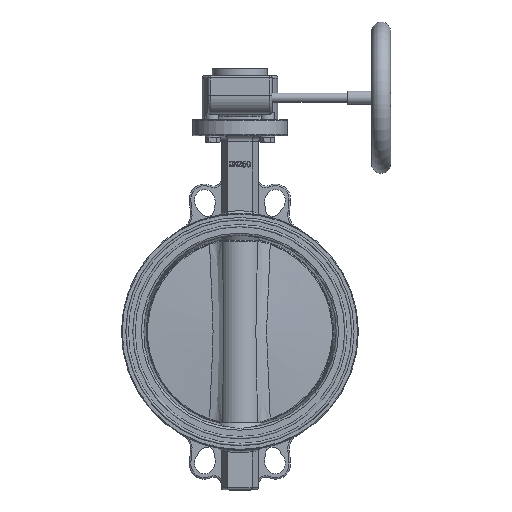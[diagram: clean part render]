
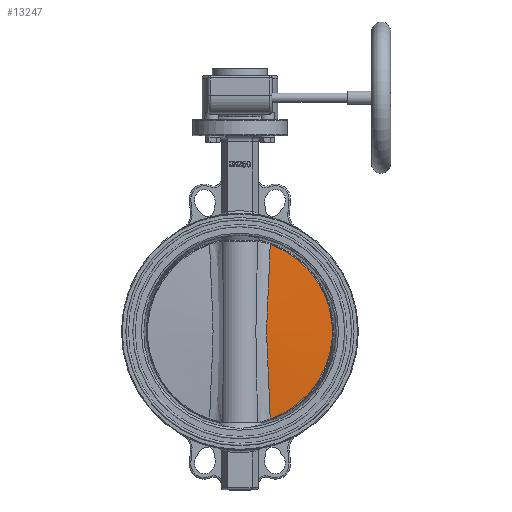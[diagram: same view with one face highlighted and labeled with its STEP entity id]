
A CAD part, top view. The second image highlights one B-rep face of the part: STEP entity #13247.
In plain terms, the highlighted conical face has half-angle 86.5 degrees and reference radius 123.225 mm.
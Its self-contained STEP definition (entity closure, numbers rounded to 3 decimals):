
#284=CONICAL_SURFACE('',#14710,123.225,1.51);
#996=CIRCLE('',#14711,122.066);
#1533=B_SPLINE_CURVE_WITH_KNOTS('',3,(#27846,#27847,#27848,#27849,#27850,
#27851,#27852,#27853,#27854,#27855,#27856),.UNSPECIFIED.,.F.,.F.,(4,1,1,
1,1,1,1,1,4),(0.001,0.03,0.059,
0.088,0.117,0.146,0.174,
0.203,0.232),.UNSPECIFIED.);
#4557=ORIENTED_EDGE('',*,*,#6997,.T.);
#4558=ORIENTED_EDGE('',*,*,#6998,.T.);
#6997=EDGE_CURVE('',#8446,#8447,#1533,.T.);
#6998=EDGE_CURVE('',#8447,#8446,#996,.F.);
#8446=VERTEX_POINT('',#27857);
#8447=VERTEX_POINT('',#27858);
#11095=EDGE_LOOP('',(#4557,#4558));
#12074=FACE_BOUND('',#11095,.T.);
#13247=ADVANCED_FACE('',(#12074),#284,.T.);
#14710=AXIS2_PLACEMENT_3D('',#27845,#17468,#17469);
#14711=AXIS2_PLACEMENT_3D('',#27859,#17470,#17471);
#17468=DIRECTION('',(0.,1.,0.));
#17469=DIRECTION('',(0.,0.,1.));
#17470=DIRECTION('',(0.,1.,0.));
#17471=DIRECTION('',(0.,0.,1.));
#27845=CARTESIAN_POINT('',(0.,-4.,0.));
#27846=CARTESIAN_POINT('',(39.99,-4.071,115.329));
#27847=CARTESIAN_POINT('',(39.63,-4.633,105.729));
#27848=CARTESIAN_POINT('',(38.87,-5.747,86.529));
#27849=CARTESIAN_POINT('',(37.623,-7.348,57.729));
#27850=CARTESIAN_POINT('',(36.253,-8.799,28.935));
#27851=CARTESIAN_POINT('',(35.134,-9.647,0.076));
#27852=CARTESIAN_POINT('',(36.247,-8.804,-28.826));
#27853=CARTESIAN_POINT('',(37.62,-7.352,-57.657));
#27854=CARTESIAN_POINT('',(38.869,-5.749,-86.494));
#27855=CARTESIAN_POINT('',(39.629,-4.634,-105.717));
#27856=CARTESIAN_POINT('',(39.99,-4.071,-115.329));
#27857=CARTESIAN_POINT('',(39.99,-4.071,115.329));
#27858=CARTESIAN_POINT('',(39.99,-4.071,-115.329));
#27859=CARTESIAN_POINT('',(0.,-4.071,0.));
